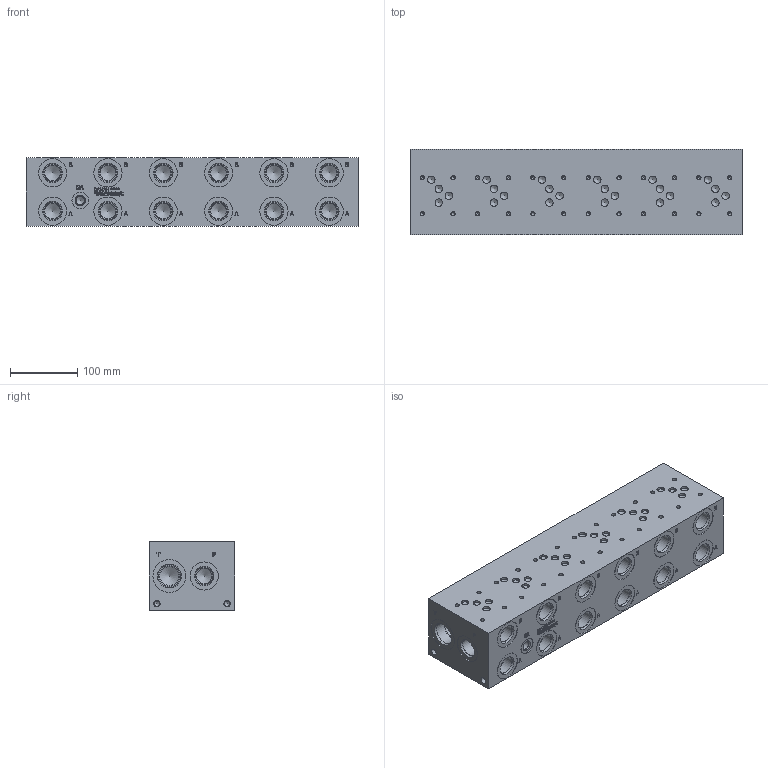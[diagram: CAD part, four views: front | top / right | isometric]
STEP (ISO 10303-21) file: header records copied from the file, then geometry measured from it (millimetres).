
FILE_DESCRIPTION(/* description */ (''),/* implementation_level */ '2;1');
FILE_NAME(/* name */ '_D05HP063S_C.stp',/* time_stamp */ '2022-10-19T14:51:22-04:00',/* author */ ('mikeh'),/* organization */ (''),/* preprocessor_version */ 'ST-DEVELOPER v18',/* originating_system */ 'Autodesk Inventor 2020',/* authorisation */ '');
FILE_SCHEMA (('AUTOMOTIVE_DESIGN { 1 0 10303 214 3 1 1 }'));
Length unit declared in the file: millimetre
Products named in the file (1): Part_AD05HP063S_C_3D
Bounding box: 495.3 x 127 x 101.6 mm (x, y, z)
Volume: 6030115.5 mm3; surface area: 314674.9 mm2
Topology: 1 solids, 1 shells, 1054 faces, 2878 edges, 1958 vertices
Faces by surface type: plane 510, bspline 245, cylinder 172, cone 127
Full cylindrical faces by diameter (mm): 5.105 x24, 6.35 x24, 7.925 x4, 9.525 x4, 11.113 x2, 11.125 x22, 12.294 x1, 12.9 x1, 14.275 x1, 14.29 x1, 14.529 x1, 15.9 x1, 20.62 x1, 22.23 x1, 22.54 x1, 23.012 x14, 24.917 x14, 25.019 x1, 26.99 x2, 27 x12, 27.432 x14, 28.575 x2, 30.16 x1, 31.267 x2, 33.34 x1, 33.35 x1, 33.757 x2, 35.509 x1, 42.037 x14, 49.124 x2
Entity records: 35232 total; most frequent: CARTESIAN_POINT 9006, ORIENTED_EDGE 5616, DIRECTION 4584, EDGE_CURVE 2808, VERTEX_POINT 1958, LINE 1672, VECTOR 1672, AXIS2_PLACEMENT_3D 1456
